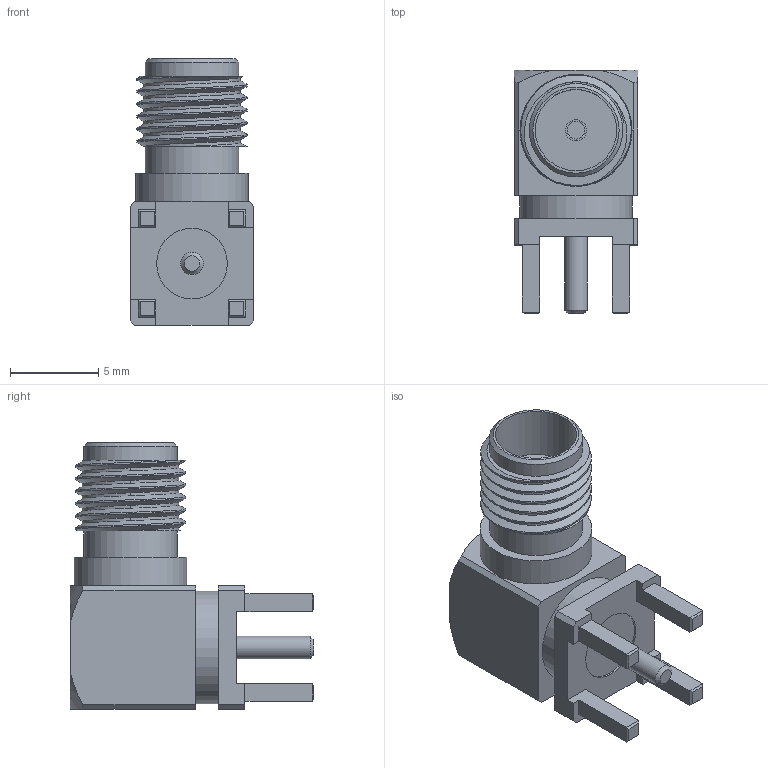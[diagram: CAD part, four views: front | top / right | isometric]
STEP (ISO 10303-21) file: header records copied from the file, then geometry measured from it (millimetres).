
FILE_DESCRIPTION(/* description */ (''),/* implementation_level */ '2;1');
FILE_NAME(/* name */ 'SMA-AdamTech-RF2-03E.step',/* time_stamp */ '2019-05-30T22:42:11+02:00',/* author */ (''),/* organization */ (''),/* preprocessor_version */ 'ST-DEVELOPER v18',/* originating_system */ 'Autodesk Translation Framework v8.2.0.1029',/* authorisation */ '');
FILE_SCHEMA (('AUTOMOTIVE_DESIGN { 1 0 10303 214 3 1 1 }'));
Length unit declared in the file: millimetre
Products named in the file (1): SMA
Bounding box: 7 x 13.8 x 15.1 mm (x, y, z)
Volume: 621.3 mm3; surface area: 714.7 mm2
Topology: 1 solids, 1 shells, 100 faces, 243 edges, 156 vertices
Faces by surface type: plane 69, cylinder 23, sphere 4, cone 2, bspline 2
Full cylindrical faces by diameter (mm): 1 x1, 1.2 x1, 1.27 x1, 4 x1, 4.6 x1, 5.28 x2, 5.489 x5, 6.259 x5, 6.35 x2
Entity records: 3908 total; most frequent: CARTESIAN_POINT 1543, ORIENTED_EDGE 486, DIRECTION 451, EDGE_CURVE 243, LINE 171, VECTOR 171, VERTEX_POINT 156, AXIS2_PLACEMENT_3D 140
